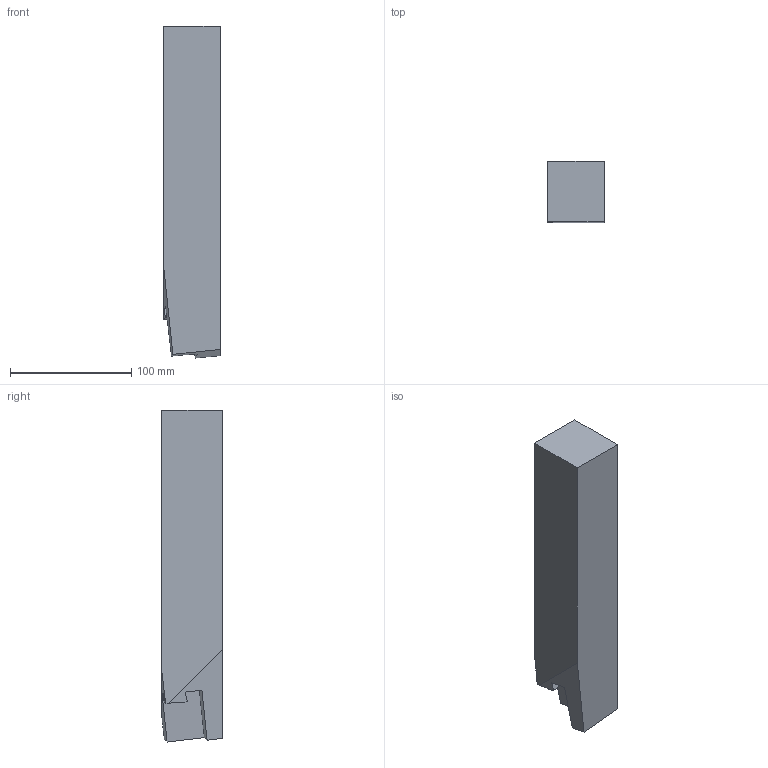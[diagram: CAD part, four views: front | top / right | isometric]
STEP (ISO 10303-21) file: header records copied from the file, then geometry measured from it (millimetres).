
FILE_DESCRIPTION(/* description */ (''),/* implementation_level */ '2;1');
FILE_NAME(/* name */ '1591620836310.stp',/* time_stamp */ '2020-06-08T18:25:08+06:00',/* author */ (''),/* organization */ ('SMS'),/* preprocessor_version */ 'ST-DEVELOPER v16.7',/* originating_system */ 'SIEMENS PLM Software NX 12.0',/* authorisation */ '');
FILE_SCHEMA (('AUTOMOTIVE_DESIGN { 1 0 10303 214 3 1 1 1 }'));
Length unit declared in the file: millimetre
Products named in the file (1): 203027324mod000_00
Bounding box: 46.85 x 49.92 x 273.31 mm (x, y, z)
Volume: 594335.9 mm3; surface area: 56442.5 mm2
Topology: 1 solids, 2 shells, 21 faces, 49 edges, 36 vertices
Faces by surface type: plane 17, cone 3, cylinder 1
Entity records: 636 total; most frequent: CARTESIAN_POINT 104, DIRECTION 101, ORIENTED_EDGE 88, EDGE_CURVE 44, LINE 37, VECTOR 37, VERTEX_POINT 32, AXIS2_PLACEMENT_3D 32
